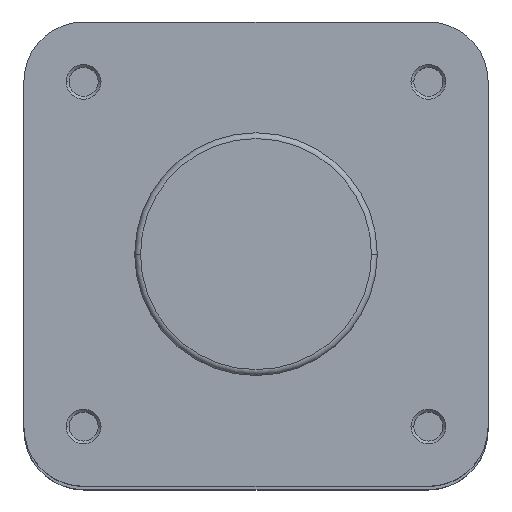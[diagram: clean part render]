
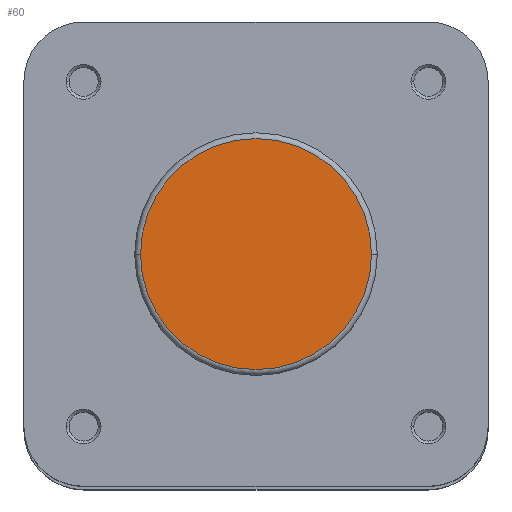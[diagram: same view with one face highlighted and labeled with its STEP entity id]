
A CAD part, top view. The second image highlights one B-rep face of the part: STEP entity #60.
In plain terms, the highlighted planar face has unit normal (0, 0, 1).
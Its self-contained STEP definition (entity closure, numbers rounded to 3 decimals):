
#60 = ADVANCED_FACE ( 'NONE', ( #4370 ), #3183, .F. ) ;
#696 = CIRCLE ( 'NONE', #5162, 19.9 ) ;
#800 = CIRCLE ( 'NONE', #5169, 19.9 ) ;
#1462 = CARTESIAN_POINT ( 'NONE',  ( 0., 0., 0. ) ) ;
#1463 = DIRECTION ( 'NONE',  ( 0., 0., 1. ) ) ;
#1464 = DIRECTION ( 'NONE',  ( -1., 0., 0. ) ) ;
#1575 = CARTESIAN_POINT ( 'NONE',  ( 0., 0., 0. ) ) ;
#1576 = DIRECTION ( 'NONE',  ( 0., 0., 1. ) ) ;
#1577 = DIRECTION ( 'NONE',  ( -1., 0., 0. ) ) ;
#1838 = CARTESIAN_POINT ( 'NONE',  ( 19.9, 0., 0. ) ) ;
#1839 = CARTESIAN_POINT ( 'NONE',  ( -19.9, 0., 0. ) ) ;
#2784 = EDGE_CURVE ( 'NONE', #2936, #2935, #696, .T. ) ;
#2831 = EDGE_CURVE ( 'NONE', #2935, #2936, #800, .T. ) ;
#2935 = VERTEX_POINT ( 'NONE', #1838 ) ;
#2936 = VERTEX_POINT ( 'NONE', #1839 ) ;
#3182 = CARTESIAN_POINT ( 'NONE',  ( 0., 20.9, 0. ) ) ;
#3183 = PLANE ( 'NONE',  #4924 ) ;
#3185 = DIRECTION ( 'NONE',  ( 0., 0., -1. ) ) ;
#3186 = DIRECTION ( 'NONE',  ( -1., 0., 0. ) ) ;
#4266 = ORIENTED_EDGE ( 'NONE', *, *, #2784, .T. ) ;
#4370 = FACE_OUTER_BOUND ( 'NONE', #5777, .T. ) ;
#4435 = ORIENTED_EDGE ( 'NONE', *, *, #2831, .T. ) ;
#4924 = AXIS2_PLACEMENT_3D ( 'NONE', #3182, #3185, #3186 ) ;
#5162 = AXIS2_PLACEMENT_3D ( 'NONE', #1462, #1463, #1464 ) ;
#5169 = AXIS2_PLACEMENT_3D ( 'NONE', #1575, #1576, #1577 ) ;
#5777 = EDGE_LOOP ( 'NONE', ( #4266, #4435 ) ) ;
